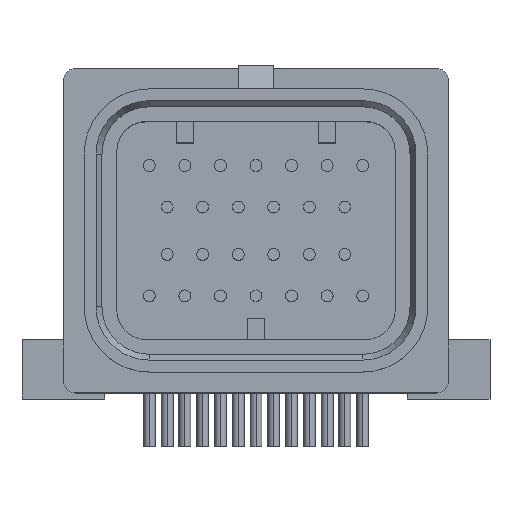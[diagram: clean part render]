
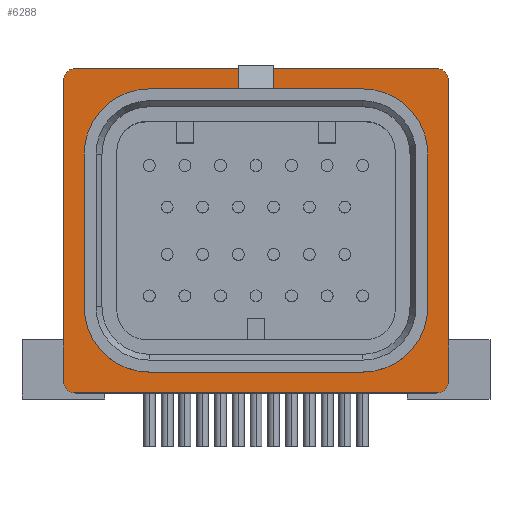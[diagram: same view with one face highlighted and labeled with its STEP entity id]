
A CAD part, top view. The second image highlights one B-rep face of the part: STEP entity #6288.
In plain terms, the highlighted planar face has unit normal (0, 0, 1).
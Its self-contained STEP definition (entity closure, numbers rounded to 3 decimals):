
#153=DIRECTION('',(0.,-1.,0.));
#154=VECTOR('',#153,12.9);
#155=CARTESIAN_POINT('',(-13.25,6.45,-9.5));
#156=LINE('',#155,#154);
#193=CARTESIAN_POINT('',(-15.25,12.7,-9.5));
#194=DIRECTION('',(0.,0.,1.));
#195=DIRECTION('',(0.,1.,0.));
#196=AXIS2_PLACEMENT_3D('',#193,#194,#195);
#198=DIRECTION('',(1.,0.,0.));
#199=VECTOR('',#198,30.5);
#200=CARTESIAN_POINT('',(-15.25,13.7,-9.5));
#201=LINE('',#200,#199);
#202=CARTESIAN_POINT('',(15.25,12.7,-9.5));
#203=DIRECTION('',(0.,0.,1.));
#204=DIRECTION('',(1.,0.,0.));
#205=AXIS2_PLACEMENT_3D('',#202,#203,#204);
#207=DIRECTION('',(0.,-1.,0.));
#208=VECTOR('',#207,25.4);
#209=CARTESIAN_POINT('',(16.25,12.7,-9.5));
#210=LINE('',#209,#208);
#211=CARTESIAN_POINT('',(15.25,-12.7,-9.5));
#212=DIRECTION('',(0.,0.,1.));
#213=DIRECTION('',(0.,-1.,0.));
#214=AXIS2_PLACEMENT_3D('',#211,#212,#213);
#216=DIRECTION('',(-1.,0.,0.));
#217=VECTOR('',#216,30.5);
#218=CARTESIAN_POINT('',(15.25,-13.7,-9.5));
#219=LINE('',#218,#217);
#220=CARTESIAN_POINT('',(-15.25,-12.7,-9.5));
#221=DIRECTION('',(0.,0.,1.));
#222=DIRECTION('',(-1.,0.,0.));
#223=AXIS2_PLACEMENT_3D('',#220,#221,#222);
#225=DIRECTION('',(0.,1.,0.));
#226=VECTOR('',#225,25.4);
#227=CARTESIAN_POINT('',(-16.25,-12.7,-9.5));
#228=LINE('',#227,#226);
#229=CARTESIAN_POINT('',(-9.,-6.45,-9.5));
#230=DIRECTION('',(0.,0.,-1.));
#231=DIRECTION('',(0.,-1.,0.));
#232=AXIS2_PLACEMENT_3D('',#229,#230,#231);
#234=CARTESIAN_POINT('',(9.,-6.45,-9.5));
#235=DIRECTION('',(0.,0.,-1.));
#236=DIRECTION('',(1.,0.,0.));
#237=AXIS2_PLACEMENT_3D('',#234,#235,#236);
#239=CARTESIAN_POINT('',(9.,6.45,-9.5));
#240=DIRECTION('',(0.,0.,-1.));
#241=DIRECTION('',(0.,1.,0.));
#242=AXIS2_PLACEMENT_3D('',#239,#240,#241);
#244=CARTESIAN_POINT('',(-9.,6.45,-9.5));
#245=DIRECTION('',(0.,0.,-1.));
#246=DIRECTION('',(-1.,0.,0.));
#247=AXIS2_PLACEMENT_3D('',#244,#245,#246);
#553=DIRECTION('',(-1.,0.,0.));
#554=VECTOR('',#553,18.);
#555=CARTESIAN_POINT('',(9.,10.7,-9.5));
#556=LINE('',#555,#554);
#581=DIRECTION('',(0.,1.,0.));
#582=VECTOR('',#581,12.9);
#583=CARTESIAN_POINT('',(13.25,-6.45,-9.5));
#584=LINE('',#583,#582);
#625=DIRECTION('',(1.,0.,0.));
#626=VECTOR('',#625,18.);
#627=CARTESIAN_POINT('',(-9.,-10.7,-9.5));
#628=LINE('',#627,#626);
#4759=CARTESIAN_POINT('',(-16.25,-12.7,-9.5));
#4760=CARTESIAN_POINT('',(-16.25,12.7,-9.5));
#4761=VERTEX_POINT('',#4759);
#4762=VERTEX_POINT('',#4760);
#4763=CARTESIAN_POINT('',(15.25,-13.7,-9.5));
#4764=CARTESIAN_POINT('',(-15.25,-13.7,-9.5));
#4765=VERTEX_POINT('',#4763);
#4766=VERTEX_POINT('',#4764);
#4767=CARTESIAN_POINT('',(16.25,12.7,-9.5));
#4768=CARTESIAN_POINT('',(16.25,-12.7,-9.5));
#4769=VERTEX_POINT('',#4767);
#4770=VERTEX_POINT('',#4768);
#4771=CARTESIAN_POINT('',(-15.25,13.7,-9.5));
#4772=CARTESIAN_POINT('',(15.25,13.7,-9.5));
#4773=VERTEX_POINT('',#4771);
#4774=VERTEX_POINT('',#4772);
#4791=CARTESIAN_POINT('',(-13.25,6.45,-9.5));
#4792=CARTESIAN_POINT('',(-13.25,-6.45,-9.5));
#4793=VERTEX_POINT('',#4791);
#4794=VERTEX_POINT('',#4792);
#4795=CARTESIAN_POINT('',(-9.,-10.7,-9.5));
#4796=CARTESIAN_POINT('',(9.,-10.7,-9.5));
#4797=VERTEX_POINT('',#4795);
#4798=VERTEX_POINT('',#4796);
#4799=CARTESIAN_POINT('',(13.25,-6.45,-9.5));
#4800=CARTESIAN_POINT('',(13.25,6.45,-9.5));
#4801=VERTEX_POINT('',#4799);
#4802=VERTEX_POINT('',#4800);
#4803=CARTESIAN_POINT('',(9.,10.7,-9.5));
#4804=CARTESIAN_POINT('',(-9.,10.7,-9.5));
#4805=VERTEX_POINT('',#4803);
#4806=VERTEX_POINT('',#4804);
#6248=CARTESIAN_POINT('',(0.,0.,-9.5));
#6249=DIRECTION('',(0.,0.,1.));
#6250=DIRECTION('',(1.,0.,0.));
#6251=AXIS2_PLACEMENT_3D('',#6248,#6249,#6250);
#6252=PLANE('',#6251);
#6254=ORIENTED_EDGE('',*,*,#6253,.F.);
#6256=ORIENTED_EDGE('',*,*,#6255,.T.);
#6258=ORIENTED_EDGE('',*,*,#6257,.F.);
#6260=ORIENTED_EDGE('',*,*,#6259,.T.);
#6262=ORIENTED_EDGE('',*,*,#6261,.F.);
#6264=ORIENTED_EDGE('',*,*,#6263,.T.);
#6266=ORIENTED_EDGE('',*,*,#6265,.F.);
#6268=ORIENTED_EDGE('',*,*,#6267,.T.);
#6269=EDGE_LOOP('',(#6254,#6256,#6258,#6260,#6262,#6264,#6266,#6268));
#6270=FACE_OUTER_BOUND('',#6269,.F.);
#6271=ORIENTED_EDGE('',*,*,#6214,.T.);
#6273=ORIENTED_EDGE('',*,*,#6272,.F.);
#6275=ORIENTED_EDGE('',*,*,#6274,.T.);
#6277=ORIENTED_EDGE('',*,*,#6276,.F.);
#6279=ORIENTED_EDGE('',*,*,#6278,.T.);
#6281=ORIENTED_EDGE('',*,*,#6280,.F.);
#6283=ORIENTED_EDGE('',*,*,#6282,.T.);
#6285=ORIENTED_EDGE('',*,*,#6284,.F.);
#6286=EDGE_LOOP('',(#6271,#6273,#6275,#6277,#6279,#6281,#6283,#6285));
#6287=FACE_BOUND('',#6286,.F.);
#197=CIRCLE('',#196,1.);
#206=CIRCLE('',#205,1.);
#215=CIRCLE('',#214,1.);
#224=CIRCLE('',#223,1.);
#233=CIRCLE('',#232,4.25);
#238=CIRCLE('',#237,4.25);
#243=CIRCLE('',#242,4.25);
#248=CIRCLE('',#247,4.25);
#6214=EDGE_CURVE('',#4793,#4794,#156,.T.);
#6253=EDGE_CURVE('',#4773,#4762,#197,.T.);
#6255=EDGE_CURVE('',#4773,#4774,#201,.T.);
#6257=EDGE_CURVE('',#4769,#4774,#206,.T.);
#6259=EDGE_CURVE('',#4769,#4770,#210,.T.);
#6261=EDGE_CURVE('',#4765,#4770,#215,.T.);
#6263=EDGE_CURVE('',#4765,#4766,#219,.T.);
#6265=EDGE_CURVE('',#4761,#4766,#224,.T.);
#6267=EDGE_CURVE('',#4761,#4762,#228,.T.);
#6272=EDGE_CURVE('',#4797,#4794,#233,.T.);
#6274=EDGE_CURVE('',#4797,#4798,#628,.T.);
#6276=EDGE_CURVE('',#4801,#4798,#238,.T.);
#6278=EDGE_CURVE('',#4801,#4802,#584,.T.);
#6280=EDGE_CURVE('',#4805,#4802,#243,.T.);
#6282=EDGE_CURVE('',#4805,#4806,#556,.T.);
#6284=EDGE_CURVE('',#4793,#4806,#248,.T.);
#6288=ADVANCED_FACE('',(#6270,#6287),#6252,.T.);
